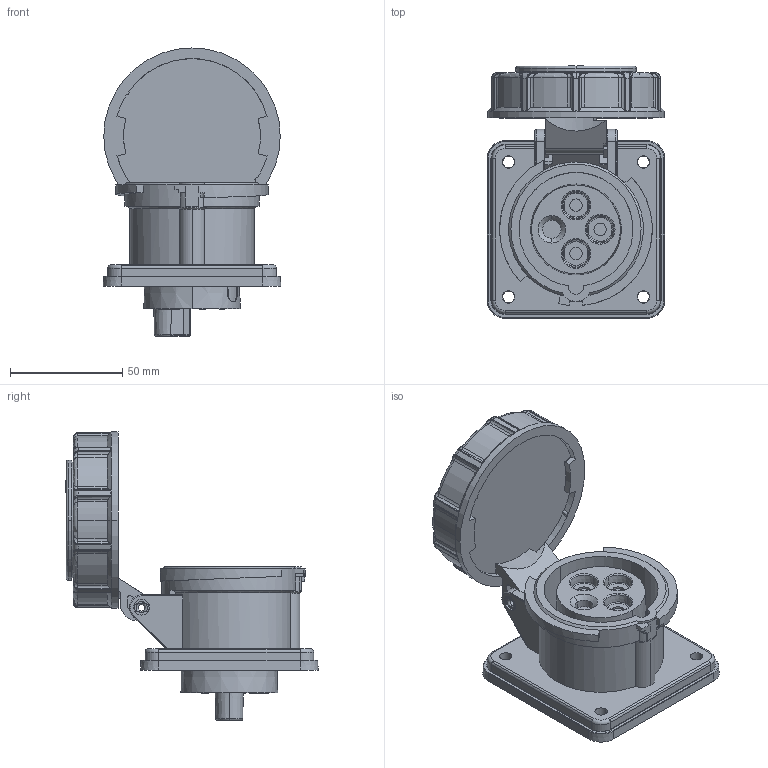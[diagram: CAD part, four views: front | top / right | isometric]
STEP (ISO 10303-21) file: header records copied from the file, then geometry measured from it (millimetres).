
FILE_DESCRIPTION (( 'STEP AP203' ), '1' );
FILE_NAME ('BRY420R9W.step', '2022-08-17T19:55:49', ( '' ), ( '' ), 'SwSTEP 2.0', 'SolidWorks 2021', '' );
FILE_SCHEMA (( 'CONFIG_CONTROL_DESIGN' ));
Length unit declared in the file: millimetre
Products named in the file (1): BRY420R9W
Bounding box: 79 x 112.2 x 128.15 mm (x, y, z)
Volume: 222416.1 mm3; surface area: 61594.3 mm2
Topology: 2 solids, 4 shells, 946 faces, 2487 edges, 1555 vertices
Faces by surface type: cylinder 338, plane 272, bspline 180, cone 86, torus 68, sphere 2
Entity records: 34738 total; most frequent: CARTESIAN_POINT 13321, ORIENTED_EDGE 4878, DIRECTION 3830, EDGE_CURVE 2439, VERTEX_POINT 1555, AXIS2_PLACEMENT_3D 1412, EDGE_LOOP 1026, LINE 1006
